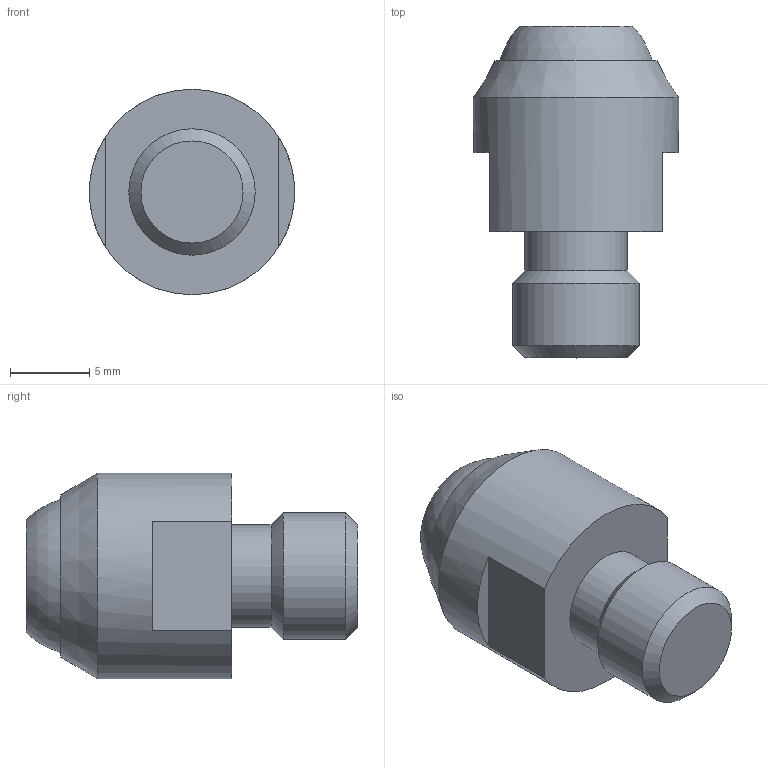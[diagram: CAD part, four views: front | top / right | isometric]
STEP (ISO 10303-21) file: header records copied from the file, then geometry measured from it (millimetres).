
FILE_DESCRIPTION( ( 'STEP AP214' ), '1' );
FILE_NAME( 'K0282.108C_0_.stp', '2020-11-27T12:43:04', ( '' ), ( '' ), ' ', 'PARTsolutions', ' ' );
FILE_SCHEMA( ( 'AUTOMOTIVE_DESIGN { 1 0 10303 214 1 1 1 1 }' ) );
Length unit declared in the file: millimetre
Products named in the file (1): _K0282.108C(0)
Bounding box: 13 x 21 x 13 mm (x, y, z)
Volume: 1802.6 mm3; surface area: 892.7 mm2
Topology: 1 solids, 1 shells, 15 faces, 29 edges, 18 vertices
Faces by surface type: plane 8, cylinder 3, cone 3, sphere 1
Full cylindrical faces by diameter (mm): 6.466 x1, 8 x1, 13 x1
Entity records: 476 total; most frequent: DIRECTION 66, CARTESIAN_POINT 54, ORIENTED_EDGE 42, AXIS2_PLACEMENT_3D 29, EDGE_LOOP 24, EDGE_CURVE 21, FACE_OUTER_BOUND 19, VERTEX_POINT 17
